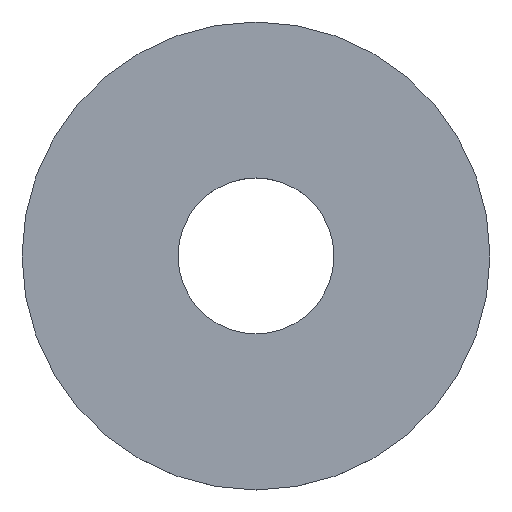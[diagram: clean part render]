
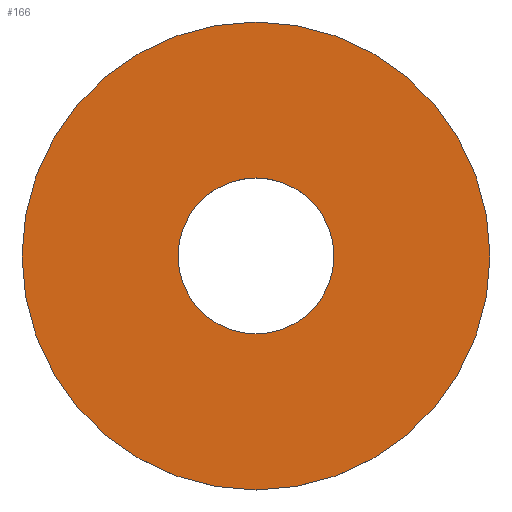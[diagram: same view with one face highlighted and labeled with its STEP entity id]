
A CAD part, top view. The second image highlights one B-rep face of the part: STEP entity #166.
In plain terms, the highlighted planar face has unit normal (0, 0, 1).
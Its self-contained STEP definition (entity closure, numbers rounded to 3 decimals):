
#3 = CARTESIAN_POINT ( 'NONE',  ( 0., 7.5, 0.3 ) ) ;
#12 = EDGE_LOOP ( 'NONE', ( #54 ) ) ;
#14 = PLANE ( 'NONE',  #149 ) ;
#19 = CARTESIAN_POINT ( 'NONE',  ( 0., 2.5, 0.3 ) ) ;
#20 = ORIENTED_EDGE ( 'NONE', *, *, #125, .T. ) ;
#29 = DIRECTION ( 'NONE',  ( 0., 0., -1. ) ) ;
#35 = DIRECTION ( 'NONE',  ( 0., -1., 0. ) ) ;
#38 = CIRCLE ( 'NONE', #128, 2.5 ) ;
#44 = DIRECTION ( 'NONE',  ( 0., 0., -1. ) ) ;
#45 = DIRECTION ( 'NONE',  ( 0., 1., 0. ) ) ;
#52 = EDGE_CURVE ( 'NONE', #148, #148, #113, .T. ) ;
#54 = ORIENTED_EDGE ( 'NONE', *, *, #52, .F. ) ;
#69 = VERTEX_POINT ( 'NONE', #119 ) ;
#70 = FACE_BOUND ( 'NONE', #168, .T. ) ;
#84 = CARTESIAN_POINT ( 'NONE',  ( 0., 0., 0.3 ) ) ;
#99 = DIRECTION ( 'NONE',  ( 0., 1., 0. ) ) ;
#113 = CIRCLE ( 'NONE', #126, 7.5 ) ;
#116 = CARTESIAN_POINT ( 'NONE',  ( 0., 0., 0.3 ) ) ;
#119 = CARTESIAN_POINT ( 'NONE',  ( 0., 2.5, 0.3 ) ) ;
#125 = EDGE_CURVE ( 'NONE', #69, #69, #38, .T. ) ;
#126 = AXIS2_PLACEMENT_3D ( 'NONE', #116, #44, #45 ) ;
#128 = AXIS2_PLACEMENT_3D ( 'NONE', #84, #29, #99 ) ;
#133 = FACE_OUTER_BOUND ( 'NONE', #12, .T. ) ;
#134 = DIRECTION ( 'NONE',  ( 0., 0., 1. ) ) ;
#148 = VERTEX_POINT ( 'NONE', #3 ) ;
#149 = AXIS2_PLACEMENT_3D ( 'NONE', #19, #134, #35 ) ;
#166 = ADVANCED_FACE ( 'NONE', ( #70, #133 ), #14, .T. ) ;
#168 = EDGE_LOOP ( 'NONE', ( #20 ) ) ;
